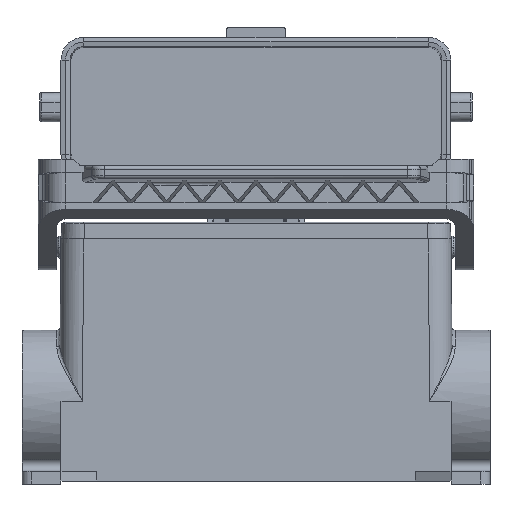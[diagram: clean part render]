
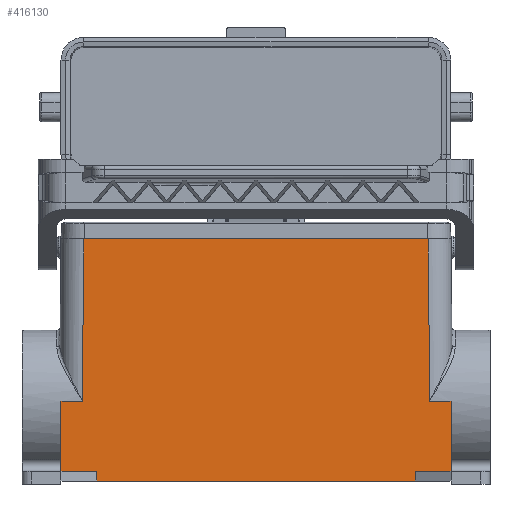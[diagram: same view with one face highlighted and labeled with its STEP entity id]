
A CAD part, front view. The second image highlights one B-rep face of the part: STEP entity #416130.
In plain terms, the highlighted face is planar.
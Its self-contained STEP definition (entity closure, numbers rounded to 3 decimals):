
#600=CARTESIAN_POINT('',(113.319,61.705,74.5));
#610=VERTEX_POINT('',#600);
#1450=CARTESIAN_POINT('',(7.318,61.705,74.5));
#1460=VERTEX_POINT('',#1450);
#1490=CARTESIAN_POINT('',(120.637,61.705,74.5));
#1500=DIRECTION('',(1.,0.,0.));
#1510=VECTOR('',#1500,1.);
#1520=LINE('',#1490,#1510);
#1530=EDGE_CURVE('',#1460,#610,#1520,.T.);
#362500=CARTESIAN_POINT('',(120.319,62.329,3.
));
#362510=VERTEX_POINT('',#362500);
#362540=CARTESIAN_POINT('',(0.,62.329,3.));
#362550=DIRECTION('',(-1.,0.,0.));
#362560=VECTOR('',#362550,1.);
#362570=LINE('',#362540,#362560);
#362580=CARTESIAN_POINT('',(109.275,62.329,
3.));
#362590=VERTEX_POINT('',#362580);
#362600=EDGE_CURVE('',#362510,#362590,#362570,.T.);
#377190=CARTESIAN_POINT('',(113.754,62.14,
24.691));
#377200=VERTEX_POINT('',#377190);
#378580=CARTESIAN_POINT('',(113.968,62.355,
0.061));
#378590=DIRECTION('',(-0.009,-0.009,
1.));
#378600=VECTOR('',#378590,1.);
#378610=LINE('',#378580,#378600);
#378620=EDGE_CURVE('',#377200,#610,#378610,.T.);
#390230=CARTESIAN_POINT('',(6.884,62.14,
24.691));
#390240=VERTEX_POINT('',#390230);
#390270=CARTESIAN_POINT('',(6.669,62.355,
0.061));
#390280=DIRECTION('',(0.009,-0.009,
1.));
#390290=VECTOR('',#390280,1.);
#390300=LINE('',#390270,#390290);
#390310=EDGE_CURVE('',#390240,#1460,#390300,.T.);
#391150=CARTESIAN_POINT('',(109.32,62.355,
0.));
#391160=VERTEX_POINT('',#391150);
#391210=CARTESIAN_POINT('',(109.32,62.355,0.));
#391220=DIRECTION('',(0.015,0.009,
-1.));
#391230=VECTOR('',#391220,1.);
#391240=LINE('',#391210,#391230);
#391250=EDGE_CURVE('',#362590,#391160,#391240,.T.);
#392460=CARTESIAN_POINT('',(11.317,62.355,
0.));
#392470=VERTEX_POINT('',#392460);
#393740=CARTESIAN_POINT('',(0.,62.355,0.));
#393750=DIRECTION('',(1.,0.,0.));
#393760=VECTOR('',#393750,1.);
#393770=LINE('',#393740,#393760);
#393780=EDGE_CURVE('',#392470,#391160,#393770,.T.);
#406510=CARTESIAN_POINT('',(6.882,62.141,24.5));
#406520=VERTEX_POINT('',#406510);
#406530=EDGE_CURVE('',#406520,#390240,#390300,.T.);
#410500=CARTESIAN_POINT('',(120.319,62.141,24.5));
#410510=VERTEX_POINT('',#410500);
#410540=CARTESIAN_POINT('',(120.319,62.355,0.));
#410550=DIRECTION('',(0.,0.009,-1.));
#410560=VECTOR('',#410550,1.);
#410570=LINE('',#410540,#410560);
#410580=EDGE_CURVE('',#410510,#362510,#410570,.T.);
#414580=CARTESIAN_POINT('',(113.755,62.141,24.5));
#414590=VERTEX_POINT('',#414580);
#414620=CARTESIAN_POINT('',(0.,62.141,24.5));
#414630=DIRECTION('',(1.,0.,0.));
#414640=VECTOR('',#414630,1.);
#414650=LINE('',#414620,#414640);
#414660=EDGE_CURVE('',#414590,#410510,#414650,.T.);
#415650=CARTESIAN_POINT('',(120.319,62.355,
0.003));
#415660=DIRECTION('',(-0.,-1.,-0.009));
#415670=DIRECTION('',(-1.,0.,0.));
#415680=AXIS2_PLACEMENT_3D('',#415650,#415660,#415670);
#415690=PLANE('',#415680);
#415700=ORIENTED_EDGE('',*,*,#414660,.T.);
#415710=EDGE_CURVE('',#414590,#377200,#378610,.T.);
#415720=ORIENTED_EDGE('',*,*,#415710,.F.);
#415730=ORIENTED_EDGE('',*,*,#378620,.F.);
#415740=ORIENTED_EDGE('',*,*,#1530,.T.);
#415750=ORIENTED_EDGE('',*,*,#390310,.T.);
#415760=ORIENTED_EDGE('',*,*,#406530,.T.);
#415770=CARTESIAN_POINT('',(0.,62.141,24.5));
#415780=DIRECTION('',(-1.,0.,0.));
#415790=VECTOR('',#415780,1.);
#415800=LINE('',#415770,#415790);
#415810=CARTESIAN_POINT('',(0.319,62.141,24.5));
#415820=VERTEX_POINT('',#415810);
#415830=EDGE_CURVE('',#406520,#415820,#415800,.T.);
#415840=ORIENTED_EDGE('',*,*,#415830,.F.);
#415850=CARTESIAN_POINT('',(0.319,62.355,0.));
#415860=DIRECTION('',(0.,0.009,-1.));
#415870=VECTOR('',#415860,1.);
#415880=LINE('',#415850,#415870);
#415890=CARTESIAN_POINT('',(0.319,62.329,
3.));
#415900=VERTEX_POINT('',#415890);
#415910=EDGE_CURVE('',#415820,#415900,#415880,.T.);
#415920=ORIENTED_EDGE('',*,*,#415910,.F.);
#415930=CARTESIAN_POINT('',(0.,62.329,3.));
#415940=DIRECTION('',(1.,0.,0.));
#415950=VECTOR('',#415940,1.);
#415960=LINE('',#415930,#415950);
#415970=CARTESIAN_POINT('',(11.362,62.329,
3.));
#415980=VERTEX_POINT('',#415970);
#415990=EDGE_CURVE('',#415900,#415980,#415960,.T.);
#416000=ORIENTED_EDGE('',*,*,#415990,.F.);
#416010=CARTESIAN_POINT('',(11.317,62.355,
0.));
#416020=DIRECTION('',(-0.015,0.009,
-1.));
#416030=VECTOR('',#416020,1.);
#416040=LINE('',#416010,#416030);
#416050=EDGE_CURVE('',#415980,#392470,#416040,.T.);
#416060=ORIENTED_EDGE('',*,*,#416050,.F.);
#416070=ORIENTED_EDGE('',*,*,#393780,.F.);
#416080=ORIENTED_EDGE('',*,*,#391250,.T.);
#416090=ORIENTED_EDGE('',*,*,#362600,.T.);
#416100=ORIENTED_EDGE('',*,*,#410580,.T.);
#416110=EDGE_LOOP('',(#416100,#416090,#416080,#416070,#416060,#416000,
#415920,#415840,#415760,#415750,#415740,#415730,#415720,#415700));
#416120=FACE_OUTER_BOUND('',#416110,.T.);
#416130=ADVANCED_FACE('',(#416120),#415690,.F.);
